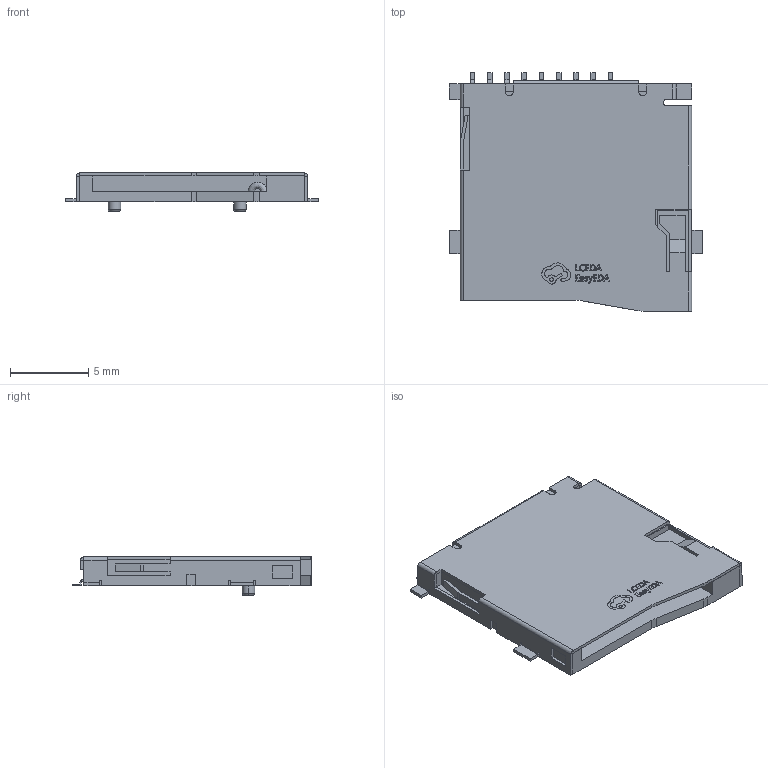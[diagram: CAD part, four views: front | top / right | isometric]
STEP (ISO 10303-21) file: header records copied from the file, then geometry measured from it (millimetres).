
FILE_DESCRIPTION (( 'STEP AP214' ), '1' );
FILE_NAME ('USB-SMD_TFP09-2-12B.step', '2022-07-15T09:46:49', ( '' ), ( '' ), 'SwSTEP 2.0', 'SolidWorks 2020', '' );
FILE_SCHEMA (( 'AUTOMOTIVE_DESIGN' ));
Length unit declared in the file: millimetre
Products named in the file (1): USB-SMD_TFP09-2-12B
Bounding box: 16.15 x 15.2 x 2.45 mm (x, y, z)
Volume: 213.6 mm3; surface area: 1121.7 mm2
Topology: 15 solids, 15 shells, 609 faces, 1654 edges, 1081 vertices
Faces by surface type: plane 417, bspline 103, cylinder 85, torus 4
Entity records: 30359 total; most frequent: CARTESIAN_POINT 8788, ORIENTED_EDGE 3306, DIRECTION 2565, EDGE_CURVE 1653, VECTOR 1235, LINE 1235, VERTEX_POINT 1079, AXIS2_PLACEMENT_3D 665
